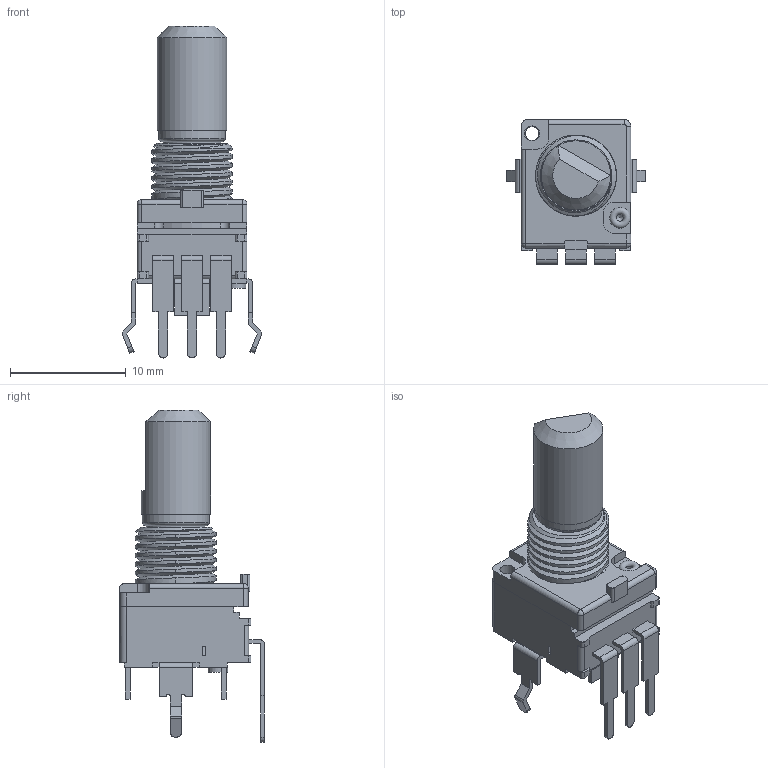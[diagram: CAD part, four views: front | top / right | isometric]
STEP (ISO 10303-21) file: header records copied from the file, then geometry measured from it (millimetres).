
FILE_DESCRIPTION(/* description */ (''),/* implementation_level */ '2;1');
FILE_NAME(/* name */ 'tt P0915N-FC15AR50K.step',/* time_stamp */ '2022-03-19T08:12:48+00:00',/* author */ (''),/* organization */ (''),/* preprocessor_version */ 'ST-DEVELOPER v18.1',/* originating_system */ 'Autodesk Translation Framework v10.13.0.1454',/* authorisation */ '');
FILE_SCHEMA (('AUTOMOTIVE_DESIGN { 1 0 10303 214 3 1 1 }'));
Length unit declared in the file: millimetre
Products named in the file (2): tt P0915N-FC15AR50K; Component11
Assembly tree (1 placements, depth 2):
  tt P0915N-FC15AR50K
    Component11
Bounding box: 12.1 x 12.5 x 28.7 mm (x, y, z)
Volume: 1122 mm3; surface area: 1489.1 mm2
Topology: 1 solids, 6 shells, 351 faces, 924 edges, 605 vertices
Faces by surface type: plane 225, cylinder 106, cone 10, bspline 6, torus 2, sphere 2
Full cylindrical faces by diameter (mm): 0.6 x4, 1.15 x1, 1.2 x6, 1.3 x2, 1.7 x1, 2.3 x1, 2.5 x1, 3.5 x1, 3.51 x1, 3.7 x2, 3.75 x1, 4.1 x1, 5.1 x1, 5.8 x1, 6 x1, 7 x5
Entity records: 12949 total; most frequent: CARTESIAN_POINT 3983, ORIENTED_EDGE 1846, DIRECTION 1820, EDGE_CURVE 923, LINE 650, VECTOR 650, VERTEX_POINT 605, AXIS2_PLACEMENT_3D 585
